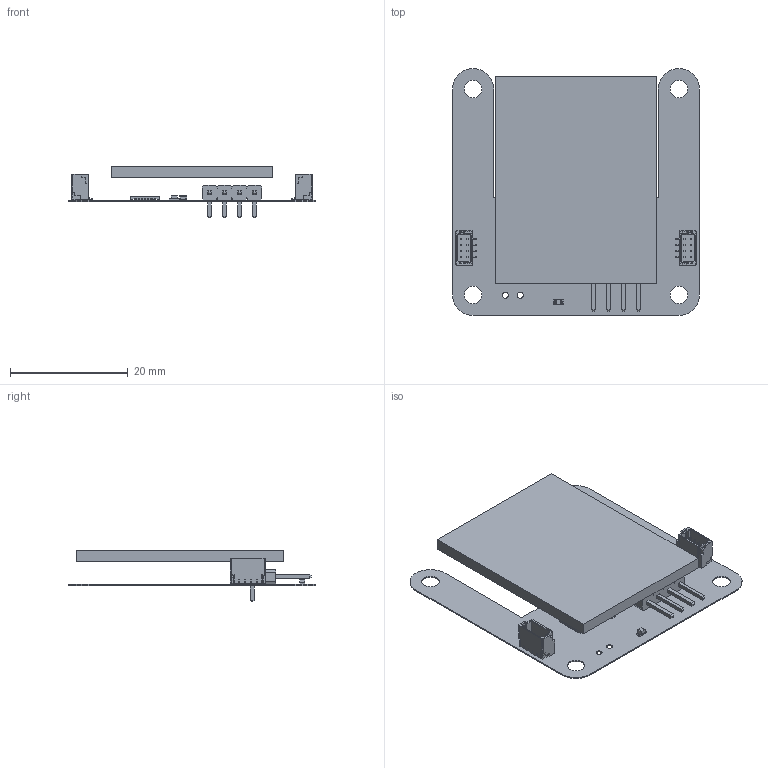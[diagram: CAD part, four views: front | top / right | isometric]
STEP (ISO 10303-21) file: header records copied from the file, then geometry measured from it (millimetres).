
FILE_DESCRIPTION(('Open CASCADE Model'),'2;1');
FILE_NAME('Open CASCADE Shape Model','2025-04-07T10:09:51',('Author'),( 'Open CASCADE'),'Open CASCADE STEP processor 7.5','Open CASCADE 7.5' ,'Unknown');
FILE_SCHEMA(('AUTOMOTIVE_DESIGN { 1 0 10303 214 1 1 1 1 }'));
Length unit declared in the file: millimetre
Products named in the file (34): PCB; Board; Open CASCADE STEP translator 7.5 2.1.1; R4; User Library-R SMD 0402; User Library-R SMD 0402_0402 BODY; User Library-R SMD 0402_0402 PAD; User Library-R SMD 0402_0402 OPIS; P1; 61300411021; 6130xx11021_PIN; U; DUELink-U-Connector-BM04B-SRSS-TB; D; DUELink-Connector-BM04B-SRSS-TB; STAT; 0603 LED Green; Solid1; Solid4; C2; 0805 SMD Capacitor; C1; C0402; Free-Models; STM32-QFN32; 6222816192; Extruded
Assembly tree (37 placements, depth 4):
  PCB
    Board
      Open CASCADE STEP translator 7.5 2.1.1
    R4
      User Library-R SMD 0402
        User Library-R SMD 0402_0402 BODY
        User Library-R SMD 0402_0402 PAD  x2
        User Library-R SMD 0402_0402 OPIS
    P1
      61300411021
        6130xx11021_PIN  x4
        61300411021
    U
      DUELink-U-Connector-BM04B-SRSS-TB
    D
      DUELink-Connector-BM04B-SRSS-TB
    STAT
      0603 LED Green
        Solid1
        Solid4
        Solid1
        Solid1
        Solid4
        Solid1
        Solid1
        Solid1
    C2
      0805 SMD Capacitor
    C1
      C0402
    Free-Models
      STM32-QFN32
      6222816192
        Extruded
Bounding box: 42 x 42 x 8.76 mm (x, y, z)
Volume: 2319.2 mm3; surface area: 5267.1 mm2
Topology: 85 solids, 85 shells, 1407 faces, 4895 edges, 5102 vertices
Faces by surface type: plane 1091, cylinder 216, bspline 84, sphere 8, revolution 8
Full cylindrical faces by diameter (mm): 1.016 x2, 1.1 x4, 3 x4
Entity records: 60250 total; most frequent: CARTESIAN_POINT 15530, DIRECTION 7679, ORIENTED_EDGE 6618, LINE 4081, VECTOR 4081, EDGE_CURVE 3309, VERTEX_POINT 2154, AXIS2_PLACEMENT_3D 1795
